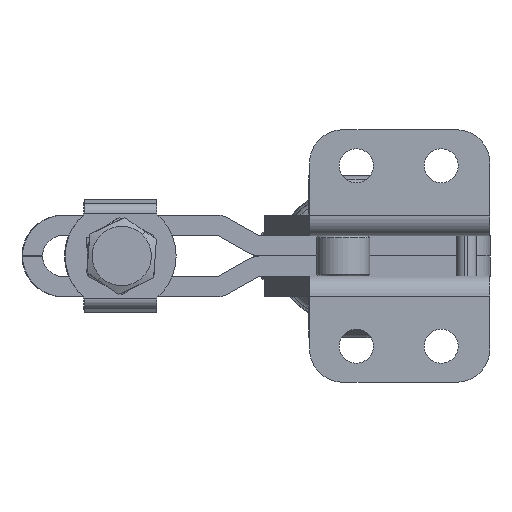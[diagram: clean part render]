
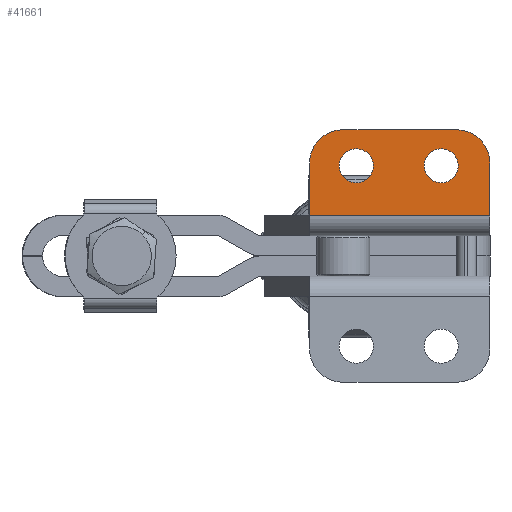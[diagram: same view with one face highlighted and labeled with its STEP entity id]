
A CAD part, front view. The second image highlights one B-rep face of the part: STEP entity #41661.
In plain terms, the highlighted planar face has unit normal (0, -1, 0).
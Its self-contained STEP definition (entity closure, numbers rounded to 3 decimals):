
#14922 = CARTESIAN_POINT ( 'NONE',  ( 815.528, 220.384, 0. ) ) ;
#14923 = CARTESIAN_POINT ( 'NONE',  ( 788.528, 220.384, 7.9 ) ) ;
#14952 = LINE ( 'NONE', #14989, #14988 ) ;
#14963 = CARTESIAN_POINT ( 'NONE',  ( 815.528, 220.384, 7.9 ) ) ;
#14983 = DIRECTION ( 'NONE',  ( 0., 0., 1. ) ) ;
#14984 = VECTOR ( 'NONE', #14983, 1000. ) ;
#14985 = CARTESIAN_POINT ( 'NONE',  ( 788.528, 220.384, -3. ) ) ;
#14986 = LINE ( 'NONE', #14985, #14984 ) ;
#14987 = DIRECTION ( 'NONE',  ( 0., 0., 1. ) ) ;
#14988 = VECTOR ( 'NONE', #14987, 1000. ) ;
#14989 = CARTESIAN_POINT ( 'NONE',  ( 815.528, 220.384, -3. ) ) ;
#15032 = DIRECTION ( 'NONE',  ( 1., 0., 0. ) ) ;
#15033 = VECTOR ( 'NONE', #15032, 1000. ) ;
#15034 = CIRCLE ( 'NONE', #15041, 2.55 ) ;
#15035 = CARTESIAN_POINT ( 'NONE',  ( 798.851, 220.384, 0. ) ) ;
#15036 = LINE ( 'NONE', #15035, #15033 ) ;
#15037 = DIRECTION ( 'NONE',  ( 0., 0., 1. ) ) ;
#15038 = DIRECTION ( 'NONE',  ( 0., 1., 0. ) ) ;
#15039 = CARTESIAN_POINT ( 'NONE',  ( 810.528, 220.384, 12.9 ) ) ;
#15040 = LINE ( 'NONE', #15039, #15084 ) ;
#15041 = AXIS2_PLACEMENT_3D ( 'NONE', #15048, #15062, #15088 ) ;
#15042 = DIRECTION ( 'NONE',  ( 0., 0., 1. ) ) ;
#15043 = DIRECTION ( 'NONE',  ( 0., 1., 0. ) ) ;
#15044 = AXIS2_PLACEMENT_3D ( 'NONE', #15057, #15043, #15042 ) ;
#15046 = PLANE ( 'NONE',  #15056 ) ;
#15047 = FACE_BOUND ( 'NONE', #41650, .T. ) ;
#15048 = CARTESIAN_POINT ( 'NONE',  ( 808.228, 220.384, 7.5 ) ) ;
#15049 = FACE_BOUND ( 'NONE', #41677, .T. ) ;
#15056 = AXIS2_PLACEMENT_3D ( 'NONE', #15059, #15038, #15037 ) ;
#15057 = CARTESIAN_POINT ( 'NONE',  ( 810.528, 220.384, 7.9 ) ) ;
#15058 = CIRCLE ( 'NONE', #15044, 5. ) ;
#15059 = CARTESIAN_POINT ( 'NONE',  ( 798.851, 220.384, -3. ) ) ;
#15060 = FACE_OUTER_BOUND ( 'NONE', #41687, .T. ) ;
#15062 = DIRECTION ( 'NONE',  ( 0., 1., 0. ) ) ;
#15083 = DIRECTION ( 'NONE',  ( 1., 0., 0. ) ) ;
#15084 = VECTOR ( 'NONE', #15083, 1000. ) ;
#15086 = CARTESIAN_POINT ( 'NONE',  ( 810.528, 220.384, 12.9 ) ) ;
#15088 = DIRECTION ( 'NONE',  ( 0., 0., 1. ) ) ;
#15091 = CARTESIAN_POINT ( 'NONE',  ( 793.528, 220.384, 12.9 ) ) ;
#15119 = CARTESIAN_POINT ( 'NONE',  ( 788.528, 220.384, 0. ) ) ;
#15126 = CIRCLE ( 'NONE', #15174, 5. ) ;
#15157 = CIRCLE ( 'NONE', #15211, 2.55 ) ;
#15158 = CARTESIAN_POINT ( 'NONE',  ( 793.528, 220.384, 7.9 ) ) ;
#15174 = AXIS2_PLACEMENT_3D ( 'NONE', #15158, #15216, #15215 ) ;
#15208 = DIRECTION ( 'NONE',  ( 0., 0., 1. ) ) ;
#15209 = DIRECTION ( 'NONE',  ( 0., 1., 0. ) ) ;
#15210 = CARTESIAN_POINT ( 'NONE',  ( 795.528, 220.384, 7.5 ) ) ;
#15211 = AXIS2_PLACEMENT_3D ( 'NONE', #15210, #15209, #15208 ) ;
#15215 = DIRECTION ( 'NONE',  ( 0., 0., 1. ) ) ;
#15216 = DIRECTION ( 'NONE',  ( 0., 1., 0. ) ) ;
#23991 = CARTESIAN_POINT ( 'NONE',  ( 795.528, 220.384, 4.95 ) ) ;
#24048 = CARTESIAN_POINT ( 'NONE',  ( 795.528, 220.384, 10.05 ) ) ;
#24051 = AXIS2_PLACEMENT_3D ( 'NONE', #24072, #24108, #24107 ) ;
#24071 = CIRCLE ( 'NONE', #24051, 2.55 ) ;
#24072 = CARTESIAN_POINT ( 'NONE',  ( 795.528, 220.384, 7.5 ) ) ;
#24107 = DIRECTION ( 'NONE',  ( 0., 0., 1. ) ) ;
#24108 = DIRECTION ( 'NONE',  ( 0., 1., 0. ) ) ;
#24139 = CARTESIAN_POINT ( 'NONE',  ( 808.228, 220.384, 10.05 ) ) ;
#24146 = CIRCLE ( 'NONE', #24180, 2.55 ) ;
#24147 = CARTESIAN_POINT ( 'NONE',  ( 808.228, 220.384, 7.5 ) ) ;
#24179 = DIRECTION ( 'NONE',  ( 0., 1., 0. ) ) ;
#24180 = AXIS2_PLACEMENT_3D ( 'NONE', #24147, #24179, #24232 ) ;
#24224 = CARTESIAN_POINT ( 'NONE',  ( 808.228, 220.384, 4.95 ) ) ;
#24232 = DIRECTION ( 'NONE',  ( 0., 0., 1. ) ) ;
#39136 = VERTEX_POINT ( 'NONE', #23991 ) ;
#39139 = VERTEX_POINT ( 'NONE', #24048 ) ;
#39169 = EDGE_CURVE ( 'NONE', #39136, #39139, #24071, .T. ) ;
#39175 = VERTEX_POINT ( 'NONE', #24139 ) ;
#39182 = EDGE_CURVE ( 'NONE', #39190, #39175, #24146, .T. ) ;
#39190 = VERTEX_POINT ( 'NONE', #24224 ) ;
#41574 = VERTEX_POINT ( 'NONE', #14923 ) ;
#41576 = VERTEX_POINT ( 'NONE', #14922 ) ;
#41578 = VERTEX_POINT ( 'NONE', #14963 ) ;
#41609 = EDGE_CURVE ( 'NONE', #41576, #41578, #14952, .T. ) ;
#41610 = EDGE_CURVE ( 'NONE', #41713, #41574, #14986, .T. ) ;
#41645 = ORIENTED_EDGE ( 'NONE', *, *, #41790, .F. ) ;
#41646 = ORIENTED_EDGE ( 'NONE', *, *, #41792, .T. ) ;
#41649 = ORIENTED_EDGE ( 'NONE', *, *, #41669, .T. ) ;
#41650 = EDGE_LOOP ( 'NONE', ( #41653, #41646 ) ) ;
#41653 = ORIENTED_EDGE ( 'NONE', *, *, #39169, .T. ) ;
#41656 = EDGE_CURVE ( 'NONE', #41680, #41578, #15058, .T. ) ;
#41658 = ORIENTED_EDGE ( 'NONE', *, *, #39182, .T. ) ;
#41661 = ADVANCED_FACE ( 'NONE', ( #15060, #15049, #15047 ), #15046, .F. ) ;
#41662 = ORIENTED_EDGE ( 'NONE', *, *, #41664, .T. ) ;
#41663 = ORIENTED_EDGE ( 'NONE', *, *, #41610, .F. ) ;
#41664 = EDGE_CURVE ( 'NONE', #41713, #41576, #15036, .T. ) ;
#41669 = EDGE_CURVE ( 'NONE', #39175, #39190, #15034, .T. ) ;
#41671 = ORIENTED_EDGE ( 'NONE', *, *, #41679, .F. ) ;
#41674 = VERTEX_POINT ( 'NONE', #15091 ) ;
#41675 = ORIENTED_EDGE ( 'NONE', *, *, #41609, .T. ) ;
#41677 = EDGE_LOOP ( 'NONE', ( #41658, #41649 ) ) ;
#41678 = ORIENTED_EDGE ( 'NONE', *, *, #41656, .F. ) ;
#41679 = EDGE_CURVE ( 'NONE', #41674, #41680, #15040, .T. ) ;
#41680 = VERTEX_POINT ( 'NONE', #15086 ) ;
#41687 = EDGE_LOOP ( 'NONE', ( #41663, #41662, #41675, #41678, #41671, #41645 ) ) ;
#41713 = VERTEX_POINT ( 'NONE', #15119 ) ;
#41790 = EDGE_CURVE ( 'NONE', #41574, #41674, #15126, .T. ) ;
#41792 = EDGE_CURVE ( 'NONE', #39139, #39136, #15157, .T. ) ;
